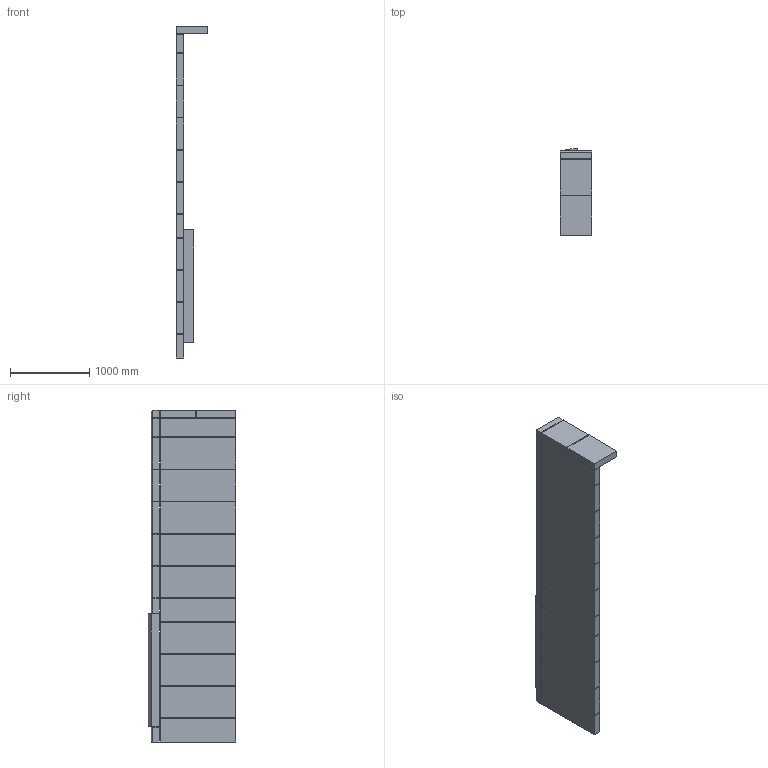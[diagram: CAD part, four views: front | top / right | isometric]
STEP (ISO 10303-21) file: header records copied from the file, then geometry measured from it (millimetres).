
FILE_DESCRIPTION(/* description */ (''),/* implementation_level */ '2;1');
FILE_NAME(/* name */ 'W Wall.step',/* time_stamp */ '2023-01-12T14:29:38-06:00',/* author */ (''),/* organization */ (''),/* preprocessor_version */ 'ST-DEVELOPER v19.2',/* originating_system */ 'Autodesk Translation Framework v11.17.0.187',/* authorisation */ '');
FILE_SCHEMA (('AUTOMOTIVE_DESIGN { 1 0 10303 214 3 1 1 }'));
Length unit declared in the file: inch
Products named in the file (1): W Wall
Bounding box: 396.88 x 1104.9 x 4202.11 mm (x, y, z)
Volume: 454578659.6 mm3; surface area: 13747658.8 mm2
Topology: 23 solids, 23 shells, 149 faces, 308 edges, 205 vertices
Faces by surface type: plane 149
Entity records: 3867 total; most frequent: CARTESIAN_POINT 663, ORIENTED_EDGE 616, DIRECTION 608, LINE 308, VECTOR 308, EDGE_CURVE 308, VERTEX_POINT 205, AXIS2_PLACEMENT_3D 150
